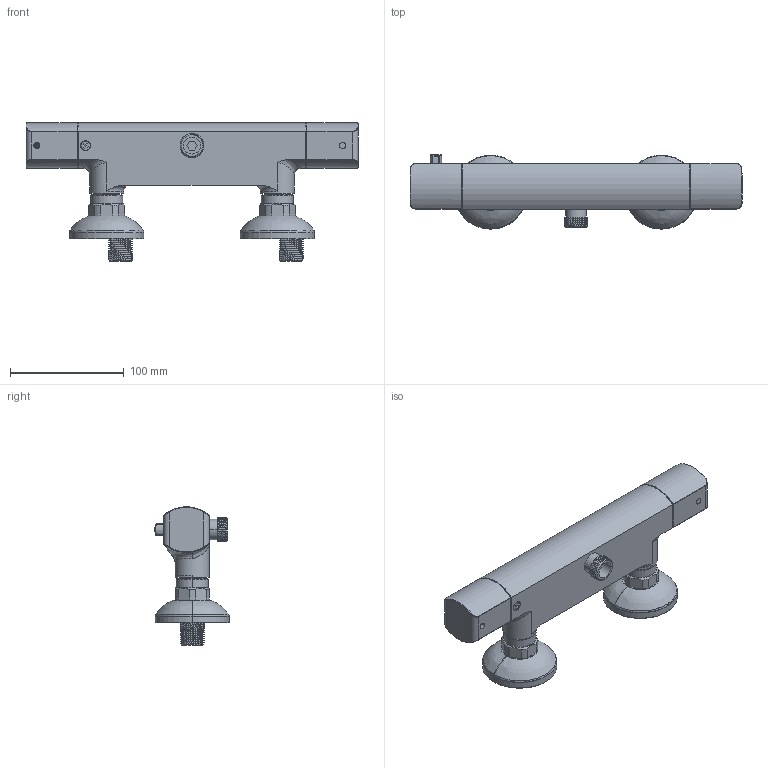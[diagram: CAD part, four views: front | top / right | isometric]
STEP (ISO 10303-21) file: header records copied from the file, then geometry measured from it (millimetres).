
FILE_DESCRIPTION((''),'2;1');
FILE_NAME('67047EV1_ASM','2022-03-10T',('fth20'),(''),'CREO PARAMETRIC BY PTC INC, 2015480','CREO PARAMETRIC BY PTC INC, 2015480','');
FILE_SCHEMA(('CONFIG_CONTROL_DESIGN'));
Products named in the file (25): 80T67047-3; J67016; 83P24J52; 8JT33076; K20A00140; 8DM6X7; 8JTSW00H; 8J19X24; 8NMSW00H; 8SJ67000; J92030; 81T67000; 80Q01000; 80Q51000; SD_ASM; 80P24EV13; 83P24EV13; 8TH67R87; 82P24EV13; 83P24CW63; 84P24EV13; P24EV1_ASM; 81P20EV13; SHOULUN_ASM; 67047EV1_ASM
Assembly tree (26 placements, depth 3):
  67047EV1_ASM
    80T67047-3
    J67016
    83P24J52
    8JT33076
    K20A00140
    8DM6X7
    SD_ASM  x2
      8JTSW00H
      8J19X24
      8NMSW00H
      8SJ67000
      J92030
      81T67000
      80Q01000
      80Q51000
    P24EV1_ASM
      80P24EV13
      83P24EV13
      8TH67R87
      82P24EV13
      83P24CW63
      84P24EV13
    SHOULUN_ASM
      81P20EV13
      84P24EV13
Bounding box: 291.6 x 65.18 x 121.41 mm (x, y, z)
Volume: 519697.3 mm3; surface area: 169433.2 mm2
Topology: 35 solids, 39 shells, 2015 faces, 5150 edges, 3285 vertices
Faces by surface type: plane 872, cylinder 731, cone 160, bspline 146, torus 100, extrusion 4, sphere 2
Entity records: 72145 total; most frequent: CARTESIAN_POINT 33845, ORIENTED_EDGE 8180, DIRECTION 7553, EDGE_CURVE 4090, AXIS2_PLACEMENT_3D 2776, VERTEX_POINT 2617, VECTOR 2001, LINE 1999
